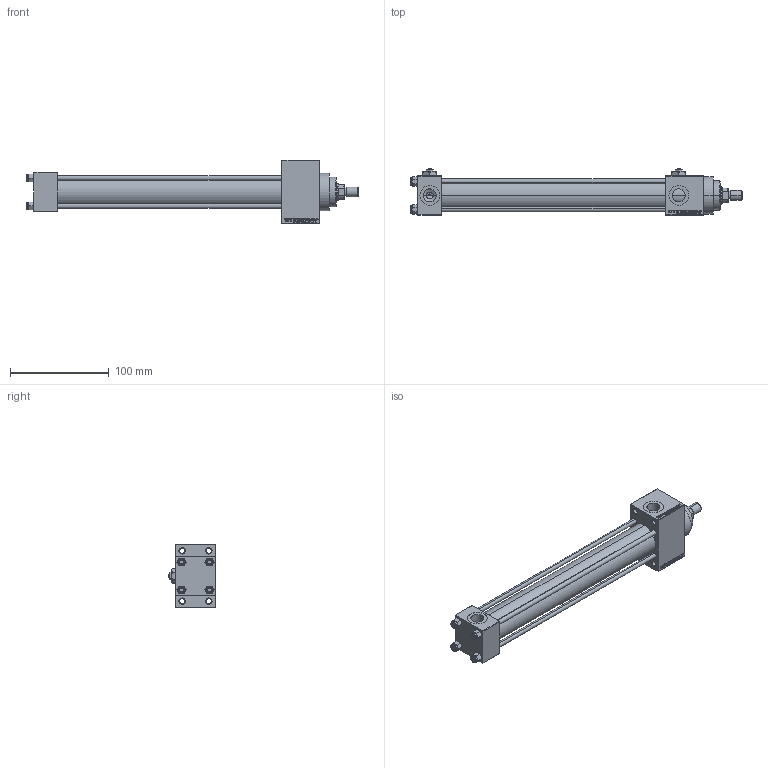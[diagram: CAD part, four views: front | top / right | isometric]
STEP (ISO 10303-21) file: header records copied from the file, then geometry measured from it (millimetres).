
FILE_DESCRIPTION (( 'STEP AP203' ), '1' );
FILE_NAME ('5c87.STEP', '2023-08-22T21:32:33', ( '' ), ( '' ), 'SwSTEP 2.0', 'SolidWorks 2019', '' );
FILE_SCHEMA (( 'CONFIG_CONTROL_DESIGN' ));
Length unit declared in the file: millimetre
Products named in the file (8): Zatka_pro_OIL_PORT 8ceba321f2bdd137ba5546ac9728219b; V215CR_VCP_D 8ceba321f2bdd137ba5546ac9728219b; V215CR_D_Body 8ceba321f2bdd137ba5546ac9728219b; V215CR_D_TYCINKA 8ceba321f2bdd137ba5546ac9728219b; 5c87; V215_VC_A 8ceba321f2bdd137ba5546ac9728219b; NUT_M5_D 8ceba321f2bdd137ba5546ac9728219b; ROD_END_E 8ceba321f2bdd137ba5546ac9728219b
Assembly tree (14 placements, depth 2):
  5c87
    V215CR_D_Body 8ceba321f2bdd137ba5546ac9728219b
    V215CR_VCP_D 8ceba321f2bdd137ba5546ac9728219b
    NUT_M5_D 8ceba321f2bdd137ba5546ac9728219b  x4
    V215CR_D_TYCINKA 8ceba321f2bdd137ba5546ac9728219b  x4
    V215_VC_A 8ceba321f2bdd137ba5546ac9728219b
    ROD_END_E 8ceba321f2bdd137ba5546ac9728219b
    Zatka_pro_OIL_PORT 8ceba321f2bdd137ba5546ac9728219b  x2
Bounding box: 336 x 47 x 64 mm (x, y, z)
Volume: 286681 mm3; surface area: 120121.9 mm2
Topology: 14 solids, 14 shells, 1212 faces, 2993 edges, 1926 vertices
Faces by surface type: plane 545, bspline 368, cone 188, cylinder 101, torus 10
Entity records: 49489 total; most frequent: CARTESIAN_POINT 25689, ORIENTED_EDGE 5286, DIRECTION 3483, EDGE_CURVE 2643, VERTEX_POINT 1724, VECTOR 1555, LINE 1555, EDGE_LOOP 1189
